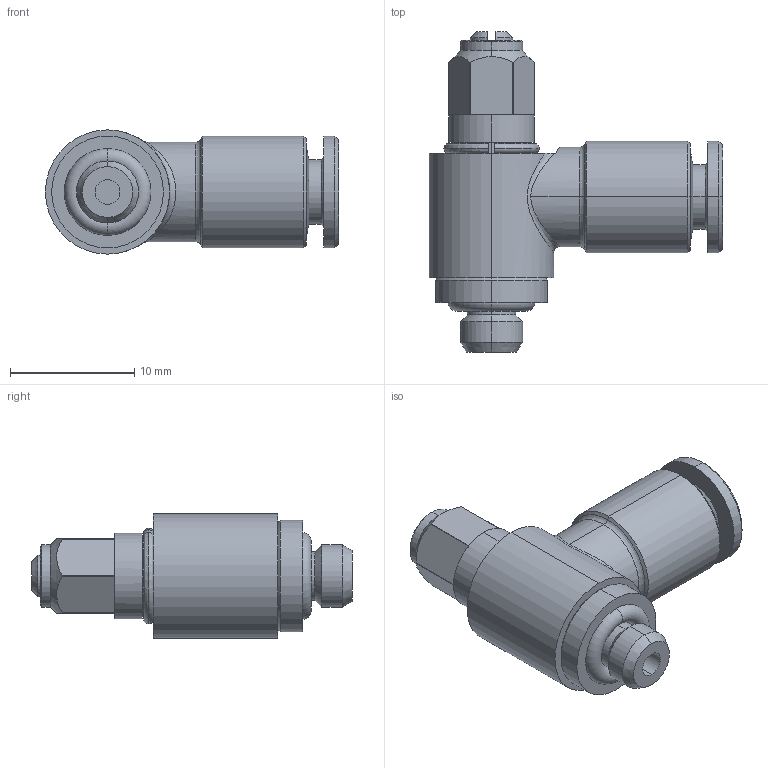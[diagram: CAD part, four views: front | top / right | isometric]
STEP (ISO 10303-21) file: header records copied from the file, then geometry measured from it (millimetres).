
FILE_DESCRIPTION (( 'STEP AP203' ), '1' );
FILE_NAME ('04080B10.STEP', '2010-04-28T12:11:45', ( '' ), ( 'sopra-pneumatic' ), 'SwSTEP 2.0', 'SolidWorks 2009', '' );
FILE_SCHEMA (( 'CONFIG_CONTROL_DESIGN' ));
Length unit declared in the file: millimetre
Products named in the file (1): 04080B10
Bounding box: 23.6 x 25.8 x 10 mm (x, y, z)
Volume: 1874.8 mm3; surface area: 1576.5 mm2
Topology: 2 solids, 2 shells, 96 faces, 213 edges, 132 vertices
Faces by surface type: plane 32, cylinder 31, cone 26, torus 6, bspline 1
Entity records: 3535 total; most frequent: CARTESIAN_POINT 1286, DIRECTION 490, ORIENTED_EDGE 426, EDGE_CURVE 213, AXIS2_PLACEMENT_3D 204, VERTEX_POINT 132, CIRCLE 108, EDGE_LOOP 107
